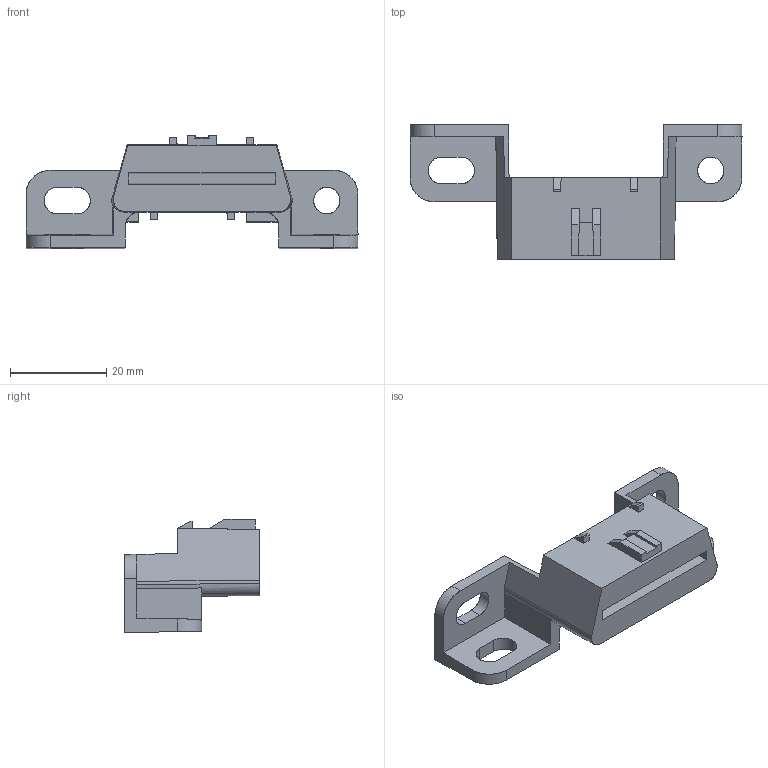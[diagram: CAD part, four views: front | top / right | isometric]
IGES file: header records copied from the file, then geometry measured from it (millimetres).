
Global section: file name: 12146272.igs; native system: NX V5.0; preprocessor: UGS NX IGES V5.0; date: 20101005.111552; units: millimetre
Bounding box: 69.15 x 28 x 23.57 mm (x, y, z)
Surface area: 6450.8 mm2 (no closed solid volume)
Topology: 0 solids, 0 shells, 86 faces, 851 edges, 850 vertices
Faces by surface type: extrusion 63, revolution 16, bspline 7
